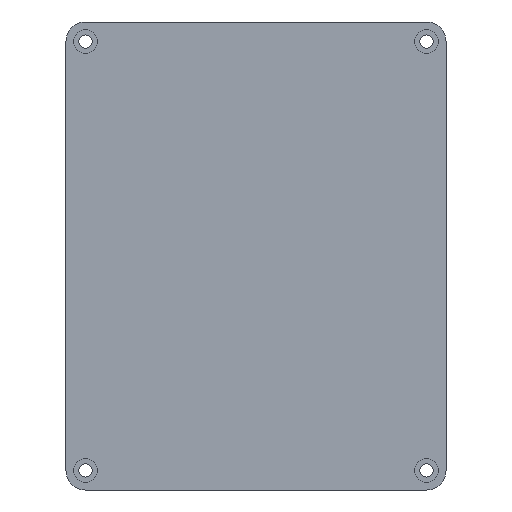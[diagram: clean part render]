
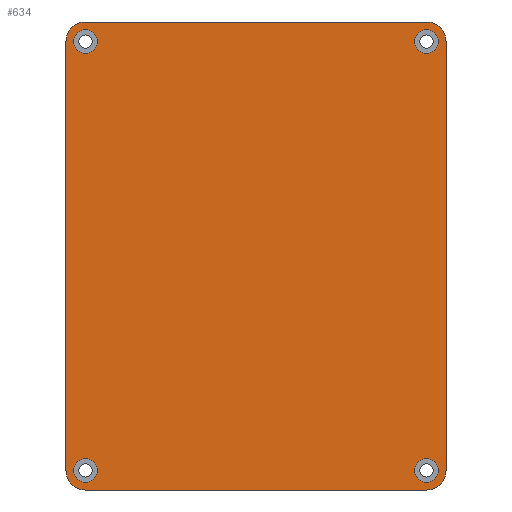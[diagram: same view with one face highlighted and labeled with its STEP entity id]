
A CAD part, front view. The second image highlights one B-rep face of the part: STEP entity #634.
In plain terms, the highlighted planar face has unit normal (0, -1, 0).
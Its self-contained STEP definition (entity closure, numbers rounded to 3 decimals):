
#23=FACE_BOUND('',#125,.T.);
#24=FACE_BOUND('',#126,.T.);
#25=FACE_BOUND('',#127,.T.);
#26=FACE_BOUND('',#128,.T.);
#48=PLANE('',#711);
#82=FACE_OUTER_BOUND('',#124,.T.);
#124=EDGE_LOOP('',(#549,#550,#551,#552,#553,#554,#555,#556));
#125=EDGE_LOOP('',(#557));
#126=EDGE_LOOP('',(#558));
#127=EDGE_LOOP('',(#559));
#128=EDGE_LOOP('',(#560));
#153=LINE('',#947,#205);
#170=LINE('',#996,#222);
#173=LINE('',#1004,#225);
#175=LINE('',#1010,#227);
#205=VECTOR('',#749,10.);
#222=VECTOR('',#788,10.);
#225=VECTOR('',#797,10.);
#227=VECTOR('',#805,10.);
#254=CIRCLE('',#664,5.);
#262=CIRCLE('',#675,5.);
#263=CIRCLE('',#678,5.);
#264=CIRCLE('',#681,5.);
#266=CIRCLE('',#691,3.);
#269=CIRCLE('',#696,3.);
#272=CIRCLE('',#701,3.);
#275=CIRCLE('',#706,3.);
#287=VERTEX_POINT('',#937);
#288=VERTEX_POINT('',#939);
#290=VERTEX_POINT('',#945);
#308=VERTEX_POINT('',#985);
#311=VERTEX_POINT('',#994);
#312=VERTEX_POINT('',#998);
#313=VERTEX_POINT('',#1002);
#314=VERTEX_POINT('',#1006);
#322=VERTEX_POINT('',#1038);
#325=VERTEX_POINT('',#1048);
#328=VERTEX_POINT('',#1058);
#331=VERTEX_POINT('',#1068);
#343=EDGE_CURVE('',#287,#288,#254,.T.);
#347=EDGE_CURVE('',#287,#290,#153,.T.);
#367=EDGE_CURVE('',#308,#290,#262,.T.);
#372=EDGE_CURVE('',#308,#311,#170,.T.);
#374=EDGE_CURVE('',#312,#311,#263,.T.);
#376=EDGE_CURVE('',#312,#313,#173,.T.);
#378=EDGE_CURVE('',#314,#313,#264,.T.);
#379=EDGE_CURVE('',#314,#288,#175,.T.);
#394=EDGE_CURVE('',#322,#322,#266,.T.);
#399=EDGE_CURVE('',#325,#325,#269,.T.);
#404=EDGE_CURVE('',#328,#328,#272,.T.);
#409=EDGE_CURVE('',#331,#331,#275,.T.);
#549=ORIENTED_EDGE('',*,*,#343,.F.);
#550=ORIENTED_EDGE('',*,*,#347,.T.);
#551=ORIENTED_EDGE('',*,*,#367,.F.);
#552=ORIENTED_EDGE('',*,*,#372,.T.);
#553=ORIENTED_EDGE('',*,*,#374,.F.);
#554=ORIENTED_EDGE('',*,*,#376,.T.);
#555=ORIENTED_EDGE('',*,*,#378,.F.);
#556=ORIENTED_EDGE('',*,*,#379,.T.);
#557=ORIENTED_EDGE('',*,*,#399,.F.);
#558=ORIENTED_EDGE('',*,*,#394,.F.);
#559=ORIENTED_EDGE('',*,*,#404,.F.);
#560=ORIENTED_EDGE('',*,*,#409,.F.);
#634=ADVANCED_FACE('',(#82,#23,#24,#25,#26),#48,.F.);
#664=AXIS2_PLACEMENT_3D('',#940,#742,#743);
#675=AXIS2_PLACEMENT_3D('',#987,#780,#781);
#678=AXIS2_PLACEMENT_3D('',#1000,#792,#793);
#681=AXIS2_PLACEMENT_3D('',#1008,#801,#802);
#691=AXIS2_PLACEMENT_3D('',#1040,#835,#836);
#696=AXIS2_PLACEMENT_3D('',#1050,#847,#848);
#701=AXIS2_PLACEMENT_3D('',#1060,#859,#860);
#706=AXIS2_PLACEMENT_3D('',#1070,#871,#872);
#711=AXIS2_PLACEMENT_3D('',#1078,#883,#884);
#742=DIRECTION('center_axis',(0.,1.,0.));
#743=DIRECTION('ref_axis',(-0.707,0.,0.707));
#749=DIRECTION('',(0.,0.,-1.));
#780=DIRECTION('center_axis',(0.,1.,0.));
#781=DIRECTION('ref_axis',(-0.707,0.,-0.707));
#788=DIRECTION('',(1.,0.,0.));
#792=DIRECTION('center_axis',(0.,1.,0.));
#793=DIRECTION('ref_axis',(0.707,0.,-0.707));
#797=DIRECTION('',(0.,0.,1.));
#801=DIRECTION('center_axis',(0.,1.,0.));
#802=DIRECTION('ref_axis',(0.707,0.,0.707));
#805=DIRECTION('',(-1.,0.,0.));
#835=DIRECTION('center_axis',(0.,-1.,0.));
#836=DIRECTION('ref_axis',(1.,0.,0.));
#847=DIRECTION('center_axis',(0.,-1.,0.));
#848=DIRECTION('ref_axis',(1.,0.,0.));
#859=DIRECTION('center_axis',(0.,-1.,0.));
#860=DIRECTION('ref_axis',(1.,0.,0.));
#871=DIRECTION('center_axis',(0.,-1.,0.));
#872=DIRECTION('ref_axis',(1.,0.,0.));
#883=DIRECTION('center_axis',(0.,1.,0.));
#884=DIRECTION('ref_axis',(1.,0.,0.));
#937=CARTESIAN_POINT('',(-9.5,0.,105.171));
#939=CARTESIAN_POINT('',(-4.5,0.,110.171));
#940=CARTESIAN_POINT('Origin',(-4.5,0.,105.171));
#945=CARTESIAN_POINT('',(-9.5,0.,-4.5));
#947=CARTESIAN_POINT('',(-9.5,0.,110.171));
#985=CARTESIAN_POINT('',(-4.5,0.,-9.5));
#987=CARTESIAN_POINT('Origin',(-4.5,0.,-4.5));
#994=CARTESIAN_POINT('',(82.7,0.,-9.5));
#996=CARTESIAN_POINT('',(-9.5,0.,-9.5));
#998=CARTESIAN_POINT('',(87.7,0.,-4.5));
#1000=CARTESIAN_POINT('Origin',(82.7,0.,-4.5));
#1002=CARTESIAN_POINT('',(87.7,0.,105.171));
#1004=CARTESIAN_POINT('',(87.7,0.,-9.5));
#1006=CARTESIAN_POINT('',(82.7,0.,110.171));
#1008=CARTESIAN_POINT('Origin',(82.7,0.,105.171));
#1010=CARTESIAN_POINT('',(87.7,0.,110.171));
#1038=CARTESIAN_POINT('',(-7.5,0.,-4.5));
#1040=CARTESIAN_POINT('Origin',(-4.5,0.,-4.5));
#1048=CARTESIAN_POINT('',(79.7,0.,-4.5));
#1050=CARTESIAN_POINT('Origin',(82.7,0.,-4.5));
#1058=CARTESIAN_POINT('',(79.7,0.,105.171));
#1060=CARTESIAN_POINT('Origin',(82.7,0.,105.171));
#1068=CARTESIAN_POINT('',(-7.5,0.,105.171));
#1070=CARTESIAN_POINT('Origin',(-4.5,0.,105.171));
#1078=CARTESIAN_POINT('Origin',(39.1,0.,50.336));
